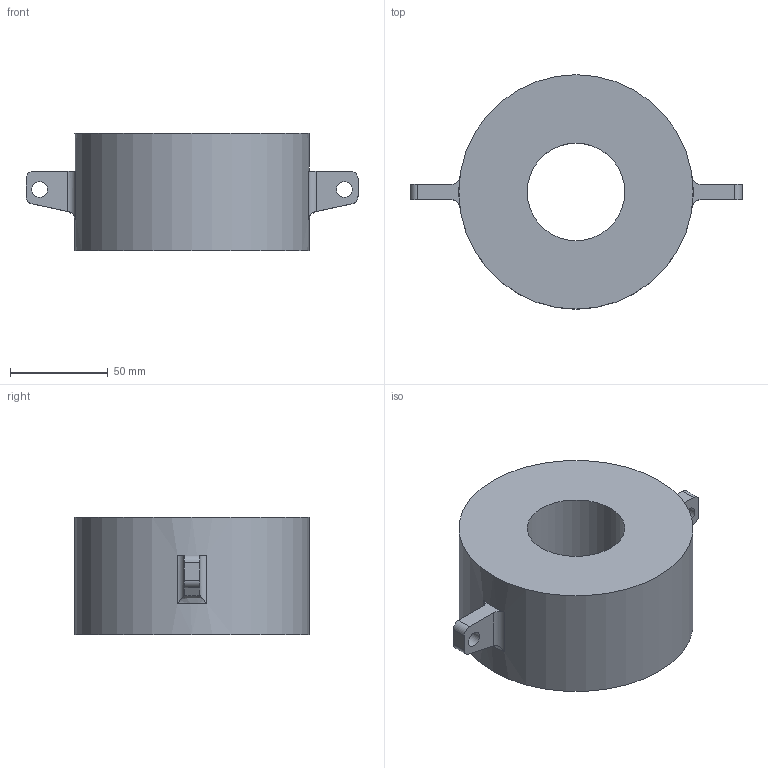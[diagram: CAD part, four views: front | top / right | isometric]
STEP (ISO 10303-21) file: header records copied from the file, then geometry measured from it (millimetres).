
FILE_DESCRIPTION(/* description */ ('Unknown'),/* implementation_level */ '2;1');
FILE_NAME(/* name */ 'Slider',/* time_stamp */ '2020-12-04T21:27:35+07:00',/* author */ ('Unknown'),/* organization */ ('Unknown'),/* preprocessor_version */ 'ST-DEVELOPER v16.7',/* originating_system */ 'Solid Edge',/* authorisation */ 'Unknown');
FILE_SCHEMA (('AUTOMOTIVE_DESIGN {1 0 10303 214 3 1 1}'));
Length unit declared in the file: millimetre
Products named in the file (1): Slider
Bounding box: 170 x 120 x 60 mm (x, y, z)
Volume: 567689.5 mm3; surface area: 53372.4 mm2
Topology: 1 solids, 1 shells, 26 faces, 69 edges, 46 vertices
Faces by surface type: plane 12, cylinder 12, bspline 2
Full cylindrical faces by diameter (mm): 8 x2, 50 x1, 120 x1
Entity records: 848 total; most frequent: CARTESIAN_POINT 175, DIRECTION 138, ORIENTED_EDGE 124, EDGE_CURVE 62, AXIS2_PLACEMENT_3D 55, VERTEX_POINT 44, EDGE_LOOP 38, FACE_BOUND 38
